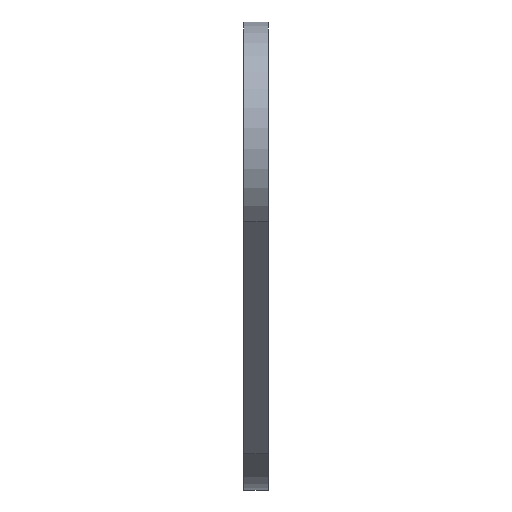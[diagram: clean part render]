
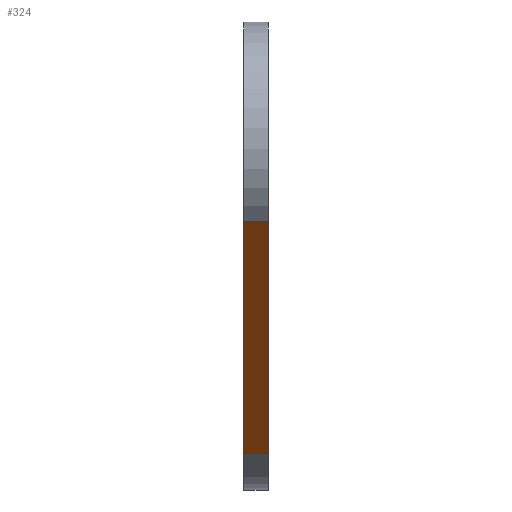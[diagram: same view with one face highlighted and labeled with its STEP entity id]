
A CAD part, left-side view. The second image highlights one B-rep face of the part: STEP entity #324.
In plain terms, the highlighted planar face has unit normal (-0.707, 0, -0.707).
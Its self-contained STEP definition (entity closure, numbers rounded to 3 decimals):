
#165 = EDGE_LOOP ( 'NONE', ( #1750, #1003, #4803, #2342 ) ) ;
#183 = EDGE_CURVE ( 'NONE', #1221, #1808, #2947, .T. ) ;
#213 = LINE ( 'NONE', #2941, #2970 ) ;
#324 = ADVANCED_FACE ( 'NONE', ( #2041 ), #4598, .T. ) ;
#388 = EDGE_CURVE ( 'NONE', #1808, #3006, #213, .T. ) ;
#994 = DIRECTION ( 'NONE',  ( 0.707, 0., -0.707 ) ) ;
#1003 = ORIENTED_EDGE ( 'NONE', *, *, #4506, .T. ) ;
#1004 = CARTESIAN_POINT ( 'NONE',  ( -20.153, 6., -20.153 ) ) ;
#1094 = CARTESIAN_POINT ( 'NONE',  ( 36.408, 6., -76.713 ) ) ;
#1132 = VERTEX_POINT ( 'NONE', #4346 ) ;
#1196 = DIRECTION ( 'NONE',  ( -0.707, 0., 0.707 ) ) ;
#1221 = VERTEX_POINT ( 'NONE', #2208 ) ;
#1377 = VECTOR ( 'NONE', #4828, 1000. ) ;
#1383 = CARTESIAN_POINT ( 'NONE',  ( 36.408, 0., -76.713 ) ) ;
#1533 = AXIS2_PLACEMENT_3D ( 'NONE', #4314, #1981, #1196 ) ;
#1642 = EDGE_CURVE ( 'NONE', #1221, #1132, #2206, .T. ) ;
#1750 = ORIENTED_EDGE ( 'NONE', *, *, #1642, .T. ) ;
#1808 = VERTEX_POINT ( 'NONE', #3466 ) ;
#1981 = DIRECTION ( 'NONE',  ( -0.707, 0., -0.707 ) ) ;
#2041 = FACE_OUTER_BOUND ( 'NONE', #165, .T. ) ;
#2206 = LINE ( 'NONE', #4390, #1377 ) ;
#2208 = CARTESIAN_POINT ( 'NONE',  ( -20.153, 6., -20.153 ) ) ;
#2342 = ORIENTED_EDGE ( 'NONE', *, *, #183, .F. ) ;
#2619 = DIRECTION ( 'NONE',  ( 0., -1., 0. ) ) ;
#2636 = LINE ( 'NONE', #1094, #2807 ) ;
#2807 = VECTOR ( 'NONE', #2619, 1000. ) ;
#2941 = CARTESIAN_POINT ( 'NONE',  ( -20.153, 0., -20.153 ) ) ;
#2947 = LINE ( 'NONE', #1004, #4398 ) ;
#2970 = VECTOR ( 'NONE', #994, 1000. ) ;
#3006 = VERTEX_POINT ( 'NONE', #1383 ) ;
#3466 = CARTESIAN_POINT ( 'NONE',  ( -20.153, 0., -20.153 ) ) ;
#4070 = DIRECTION ( 'NONE',  ( 0., -1., 0. ) ) ;
#4314 = CARTESIAN_POINT ( 'NONE',  ( -20.153, 6., -20.153 ) ) ;
#4346 = CARTESIAN_POINT ( 'NONE',  ( 36.408, 6., -76.713 ) ) ;
#4390 = CARTESIAN_POINT ( 'NONE',  ( -20.153, 6., -20.153 ) ) ;
#4398 = VECTOR ( 'NONE', #4070, 1000. ) ;
#4506 = EDGE_CURVE ( 'NONE', #1132, #3006, #2636, .T. ) ;
#4598 = PLANE ( 'NONE',  #1533 ) ;
#4803 = ORIENTED_EDGE ( 'NONE', *, *, #388, .F. ) ;
#4828 = DIRECTION ( 'NONE',  ( 0.707, 0., -0.707 ) ) ;
